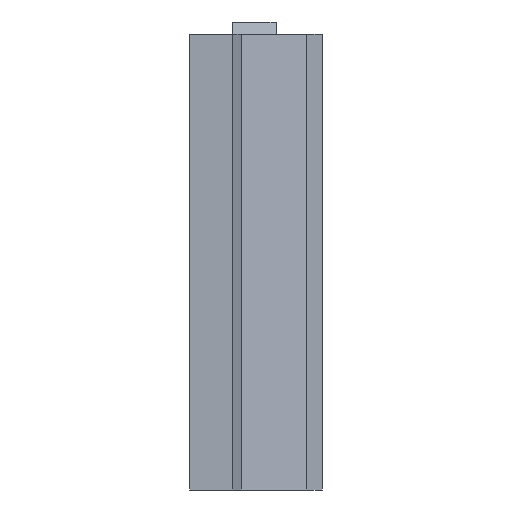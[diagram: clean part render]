
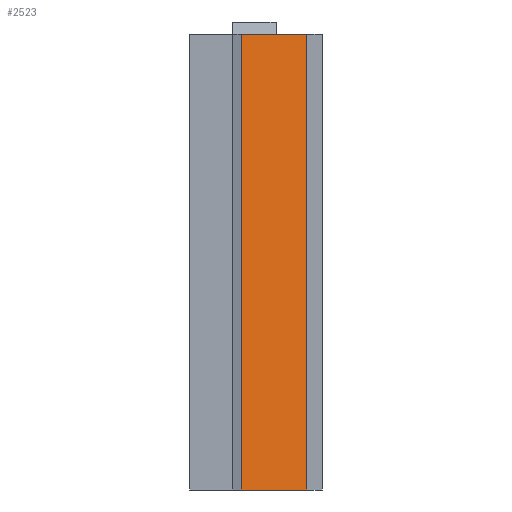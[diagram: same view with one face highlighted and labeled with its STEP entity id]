
A CAD part, left-side view. The second image highlights one B-rep face of the part: STEP entity #2523.
In plain terms, the highlighted planar face has unit normal (-0.809, -0.588, 0).
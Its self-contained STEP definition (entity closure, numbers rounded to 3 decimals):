
#28 = LINE ( 'NONE', #1351, #1263 ) ;
#131 = CARTESIAN_POINT ( 'NONE',  ( -15.877, 3.359, 18.5 ) ) ;
#383 = FACE_OUTER_BOUND ( 'NONE', #1539, .T. ) ;
#462 = EDGE_CURVE ( 'NONE', #1451, #743, #980, .T. ) ;
#574 = VECTOR ( 'NONE', #1547, 1000. ) ;
#711 = CARTESIAN_POINT ( 'NONE',  ( -15.877, 3.359, -18.5 ) ) ;
#743 = VERTEX_POINT ( 'NONE', #711 ) ;
#752 = AXIS2_PLACEMENT_3D ( 'NONE', #2562, #1234, #912 ) ;
#815 = ORIENTED_EDGE ( 'NONE', *, *, #2352, .F. ) ;
#819 = VERTEX_POINT ( 'NONE', #131 ) ;
#912 = DIRECTION ( 'NONE',  ( 0.588, -0.809, 0. ) ) ;
#980 = LINE ( 'NONE', #2252, #1712 ) ;
#1003 = CARTESIAN_POINT ( 'NONE',  ( -12., -1.977, -18.5 ) ) ;
#1213 = EDGE_CURVE ( 'NONE', #1380, #819, #1815, .T. ) ;
#1234 = DIRECTION ( 'NONE',  ( -0.809, -0.588, 0. ) ) ;
#1263 = VECTOR ( 'NONE', #1479, 1000. ) ;
#1267 = LINE ( 'NONE', #2381, #574 ) ;
#1292 = DIRECTION ( 'NONE',  ( -0.588, 0.809, 0. ) ) ;
#1297 = EDGE_CURVE ( 'NONE', #819, #743, #28, .T. ) ;
#1351 = CARTESIAN_POINT ( 'NONE',  ( -15.877, 3.359, -16.8 ) ) ;
#1380 = VERTEX_POINT ( 'NONE', #2306 ) ;
#1451 = VERTEX_POINT ( 'NONE', #1003 ) ;
#1479 = DIRECTION ( 'NONE',  ( 0., 0., -1. ) ) ;
#1498 = PLANE ( 'NONE',  #752 ) ;
#1539 = EDGE_LOOP ( 'NONE', ( #1649, #815, #1625, #2022 ) ) ;
#1547 = DIRECTION ( 'NONE',  ( 0., 0., -1. ) ) ;
#1625 = ORIENTED_EDGE ( 'NONE', *, *, #1213, .T. ) ;
#1649 = ORIENTED_EDGE ( 'NONE', *, *, #462, .F. ) ;
#1665 = CARTESIAN_POINT ( 'NONE',  ( -15.877, 3.359, 18.5 ) ) ;
#1712 = VECTOR ( 'NONE', #1739, 1000. ) ;
#1739 = DIRECTION ( 'NONE',  ( -0.588, 0.809, 0. ) ) ;
#1815 = LINE ( 'NONE', #1665, #2111 ) ;
#2022 = ORIENTED_EDGE ( 'NONE', *, *, #1297, .T. ) ;
#2111 = VECTOR ( 'NONE', #1292, 1000. ) ;
#2252 = CARTESIAN_POINT ( 'NONE',  ( -15.877, 3.359, -18.5 ) ) ;
#2306 = CARTESIAN_POINT ( 'NONE',  ( -12., -1.977, 18.5 ) ) ;
#2352 = EDGE_CURVE ( 'NONE', #1380, #1451, #1267, .T. ) ;
#2381 = CARTESIAN_POINT ( 'NONE',  ( -12., -1.977, -16.8 ) ) ;
#2523 = ADVANCED_FACE ( 'NONE', ( #383 ), #1498, .T. ) ;
#2562 = CARTESIAN_POINT ( 'NONE',  ( -15.877, 3.359, -16.8 ) ) ;
